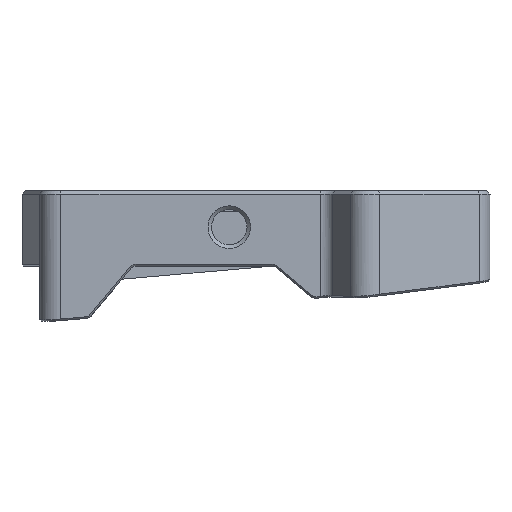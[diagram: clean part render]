
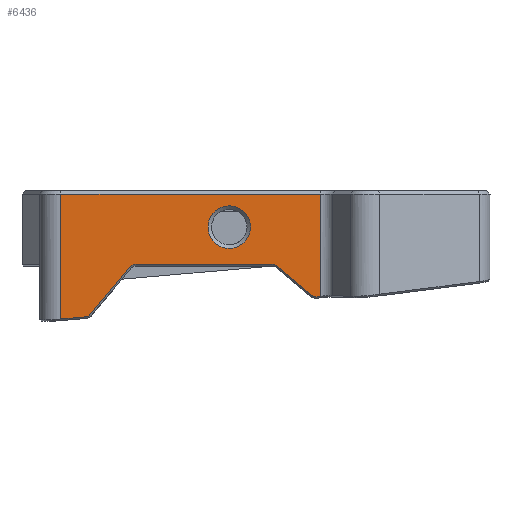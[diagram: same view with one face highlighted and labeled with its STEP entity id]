
A CAD part, left-side view. The second image highlights one B-rep face of the part: STEP entity #6436.
In plain terms, the highlighted planar face has unit normal (-1, 0, 0).
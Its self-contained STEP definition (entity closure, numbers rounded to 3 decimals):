
#82=FACE_BOUND('',#1181,.T.);
#105=B_SPLINE_CURVE_WITH_KNOTS('',3,(#10290,#10291,#10292,#10293),
 .UNSPECIFIED.,.F.,.F.,(4,4),(-1.571,-0.801),
 .UNSPECIFIED.);
#106=B_SPLINE_CURVE_WITH_KNOTS('',3,(#10310,#10311,#10312,#10313),
 .UNSPECIFIED.,.F.,.F.,(4,4),(-0.801,-0.783),
 .UNSPECIFIED.);
#108=B_SPLINE_CURVE_WITH_KNOTS('',3,(#10367,#10368,#10369,#10370),
 .UNSPECIFIED.,.F.,.F.,(4,4),(0.544,0.549),
 .UNSPECIFIED.);
#110=B_SPLINE_CURVE_WITH_KNOTS('',3,(#10395,#10396,#10397,#10398),
 .UNSPECIFIED.,.F.,.F.,(4,4),(0.801,1.571),
 .UNSPECIFIED.);
#112=B_SPLINE_CURVE_WITH_KNOTS('',3,(#10421,#10422,#10423,#10424),
 .UNSPECIFIED.,.F.,.F.,(4,4),(-4.317,-4.312),
 .UNSPECIFIED.);
#114=B_SPLINE_CURVE_WITH_KNOTS('',3,(#10454,#10455,#10456,#10457),
 .UNSPECIFIED.,.F.,.F.,(4,4),(0.783,0.801),
 .UNSPECIFIED.);
#118=B_SPLINE_CURVE_WITH_KNOTS('',3,(#10514,#10515,#10516,#10517),
 .UNSPECIFIED.,.F.,.F.,(4,4),(0.887,0.898),
 .UNSPECIFIED.);
#449=CIRCLE('',#6926,2.5);
#451=CIRCLE('',#6930,2.5);
#459=CIRCLE('',#6980,6.);
#799=FACE_OUTER_BOUND('',#1180,.T.);
#1180=EDGE_LOOP('',(#5373,#5374,#5375,#5376,#5377,#5378,#5379,#5380,#5381,
#5382,#5383,#5384,#5385,#5386,#5387,#5388,#5389));
#1181=EDGE_LOOP('',(#5390));
#1686=LINE('',#10239,#2305);
#1692=LINE('',#10326,#2311);
#1695=LINE('',#10337,#2314);
#1699=LINE('',#10349,#2318);
#1706=LINE('',#10437,#2325);
#1795=LINE('',#11371,#2414);
#1796=LINE('',#11373,#2415);
#1797=LINE('',#11374,#2416);
#2305=VECTOR('',#8186,10.);
#2311=VECTOR('',#8194,10.);
#2314=VECTOR('',#8205,10.);
#2318=VECTOR('',#8217,10.);
#2325=VECTOR('',#8226,10.);
#2414=VECTOR('',#8409,10.);
#2415=VECTOR('',#8410,10.);
#2416=VECTOR('',#8411,10.);
#2976=VERTEX_POINT('',#10232);
#2979=VERTEX_POINT('',#10237);
#2980=VERTEX_POINT('',#10280);
#2983=VERTEX_POINT('',#10288);
#2984=VERTEX_POINT('',#10319);
#2987=VERTEX_POINT('',#10324);
#2989=VERTEX_POINT('',#10330);
#2991=VERTEX_POINT('',#10335);
#2993=VERTEX_POINT('',#10342);
#2995=VERTEX_POINT('',#10347);
#2997=VERTEX_POINT('',#10392);
#2998=VERTEX_POINT('',#10394);
#3000=VERTEX_POINT('',#10430);
#3003=VERTEX_POINT('',#10435);
#3004=VERTEX_POINT('',#10482);
#3087=VERTEX_POINT('',#11370);
#3088=VERTEX_POINT('',#11372);
#3089=VERTEX_POINT('',#11375);
#3723=EDGE_CURVE('',#2979,#2976,#1686,.T.);
#3729=EDGE_CURVE('',#2983,#2980,#105,.T.);
#3730=EDGE_CURVE('',#2980,#2979,#106,.T.);
#3735=EDGE_CURVE('',#2987,#2984,#1692,.T.);
#3738=EDGE_CURVE('',#2989,#2987,#449,.T.);
#3740=EDGE_CURVE('',#2991,#2989,#1695,.T.);
#3744=EDGE_CURVE('',#2993,#2991,#451,.T.);
#3746=EDGE_CURVE('',#2995,#2993,#1699,.T.);
#3748=EDGE_CURVE('',#2984,#2983,#108,.T.);
#3751=EDGE_CURVE('',#2997,#2998,#110,.T.);
#3754=EDGE_CURVE('',#2998,#2995,#112,.T.);
#3759=EDGE_CURVE('',#3003,#3000,#1706,.T.);
#3760=EDGE_CURVE('',#3000,#2997,#114,.T.);
#3766=EDGE_CURVE('',#3004,#3003,#118,.T.);
#3912=EDGE_CURVE('',#3087,#3004,#1795,.T.);
#3913=EDGE_CURVE('',#3088,#3087,#1796,.T.);
#3914=EDGE_CURVE('',#2976,#3088,#1797,.T.);
#3915=EDGE_CURVE('',#3089,#3089,#459,.T.);
#5373=ORIENTED_EDGE('',*,*,#3766,.F.);
#5374=ORIENTED_EDGE('',*,*,#3912,.F.);
#5375=ORIENTED_EDGE('',*,*,#3913,.F.);
#5376=ORIENTED_EDGE('',*,*,#3914,.F.);
#5377=ORIENTED_EDGE('',*,*,#3723,.F.);
#5378=ORIENTED_EDGE('',*,*,#3730,.F.);
#5379=ORIENTED_EDGE('',*,*,#3729,.F.);
#5380=ORIENTED_EDGE('',*,*,#3748,.F.);
#5381=ORIENTED_EDGE('',*,*,#3735,.F.);
#5382=ORIENTED_EDGE('',*,*,#3738,.F.);
#5383=ORIENTED_EDGE('',*,*,#3740,.F.);
#5384=ORIENTED_EDGE('',*,*,#3744,.F.);
#5385=ORIENTED_EDGE('',*,*,#3746,.F.);
#5386=ORIENTED_EDGE('',*,*,#3754,.F.);
#5387=ORIENTED_EDGE('',*,*,#3751,.F.);
#5388=ORIENTED_EDGE('',*,*,#3760,.F.);
#5389=ORIENTED_EDGE('',*,*,#3759,.F.);
#5390=ORIENTED_EDGE('',*,*,#3915,.F.);
#6152=PLANE('',#6979);
#6436=ADVANCED_FACE('',(#799,#82),#6152,.T.);
#6926=AXIS2_PLACEMENT_3D('',#10332,#8200,#8201);
#6930=AXIS2_PLACEMENT_3D('',#10344,#8212,#8213);
#6979=AXIS2_PLACEMENT_3D('',#11369,#8407,#8408);
#6980=AXIS2_PLACEMENT_3D('',#11376,#8412,#8413);
#8186=DIRECTION('',(0.,0.996,-0.087));
#8194=DIRECTION('',(0.,0.643,-0.766));
#8200=DIRECTION('center_axis',(-1.,0.,0.));
#8201=DIRECTION('ref_axis',(0.,0.423,0.906));
#8205=DIRECTION('',(0.,1.,0.));
#8212=DIRECTION('center_axis',(-1.,0.,0.));
#8213=DIRECTION('ref_axis',(0.,-0.342,0.94));
#8217=DIRECTION('',(0.,0.766,0.643));
#8226=DIRECTION('',(0.,0.996,-0.087));
#8407=DIRECTION('center_axis',(-1.,0.,0.));
#8408=DIRECTION('ref_axis',(0.,-1.,0.));
#8409=DIRECTION('',(0.,0.,-1.));
#8410=DIRECTION('',(0.,-1.,0.));
#8411=DIRECTION('',(0.,0.,1.));
#8412=DIRECTION('center_axis',(-1.,0.,0.));
#8413=DIRECTION('ref_axis',(0.,-1.,0.));
#10232=CARTESIAN_POINT('',(6.76,-6.021,-26.93));
#10237=CARTESIAN_POINT('',(6.76,-13.116,-26.308));
#10239=CARTESIAN_POINT('',(6.76,-32.46,-24.611));
#10280=CARTESIAN_POINT('',(6.76,-13.143,-26.305));
#10288=CARTESIAN_POINT('',(6.76,-14.144,-25.772));
#10290=CARTESIAN_POINT('Ctrl Pts',(6.76,-14.144,-25.772));
#10291=CARTESIAN_POINT('Ctrl Pts',(6.76,-13.894,-26.069));
#10292=CARTESIAN_POINT('Ctrl Pts',(6.76,-13.527,-26.264));
#10293=CARTESIAN_POINT('Ctrl Pts',(6.76,-13.143,-26.305));
#10310=CARTESIAN_POINT('Ctrl Pts',(6.76,-13.143,-26.305));
#10311=CARTESIAN_POINT('Ctrl Pts',(6.76,-13.134,-26.306));
#10312=CARTESIAN_POINT('Ctrl Pts',(6.76,-13.125,-26.307));
#10313=CARTESIAN_POINT('Ctrl Pts',(6.76,-13.116,-26.308));
#10319=CARTESIAN_POINT('',(6.76,-14.175,-25.734));
#10324=CARTESIAN_POINT('',(6.76,-25.365,-12.393));
#10326=CARTESIAN_POINT('',(6.76,-17.673,-21.564));
#10330=CARTESIAN_POINT('',(6.76,-27.28,-11.5));
#10332=CARTESIAN_POINT('Origin',(6.76,-27.28,-14.));
#10335=CARTESIAN_POINT('',(6.76,-65.498,-11.5));
#10337=CARTESIAN_POINT('',(6.76,-13.184,-11.5));
#10342=CARTESIAN_POINT('',(6.76,-67.104,-12.085));
#10344=CARTESIAN_POINT('Origin',(6.76,-65.498,-14.));
#10347=CARTESIAN_POINT('',(6.76,-76.827,-20.239));
#10349=CARTESIAN_POINT('',(6.76,-43.791,7.469));
#10367=CARTESIAN_POINT('Ctrl Pts',(6.76,-14.175,-25.734));
#10368=CARTESIAN_POINT('Ctrl Pts',(6.76,-14.165,-25.746));
#10369=CARTESIAN_POINT('Ctrl Pts',(6.76,-14.154,-25.759));
#10370=CARTESIAN_POINT('Ctrl Pts',(6.76,-14.144,-25.772));
#10392=CARTESIAN_POINT('',(6.76,-77.943,-20.622));
#10394=CARTESIAN_POINT('',(6.76,-76.864,-20.271));
#10395=CARTESIAN_POINT('Ctrl Pts',(6.76,-77.943,-20.622));
#10396=CARTESIAN_POINT('Ctrl Pts',(6.76,-77.558,-20.649));
#10397=CARTESIAN_POINT('Ctrl Pts',(6.76,-77.162,-20.52));
#10398=CARTESIAN_POINT('Ctrl Pts',(6.76,-76.864,-20.271));
#10421=CARTESIAN_POINT('Ctrl Pts',(6.76,-76.864,-20.271));
#10422=CARTESIAN_POINT('Ctrl Pts',(6.76,-76.852,-20.26));
#10423=CARTESIAN_POINT('Ctrl Pts',(6.76,-76.839,-20.25));
#10424=CARTESIAN_POINT('Ctrl Pts',(6.76,-76.827,-20.239));
#10430=CARTESIAN_POINT('',(6.76,-77.969,-20.62));
#10435=CARTESIAN_POINT('',(6.76,-79.132,-20.518));
#10437=CARTESIAN_POINT('',(6.76,-32.46,-24.611));
#10454=CARTESIAN_POINT('Ctrl Pts',(6.76,-77.969,-20.62));
#10455=CARTESIAN_POINT('Ctrl Pts',(6.76,-77.961,-20.621));
#10456=CARTESIAN_POINT('Ctrl Pts',(6.76,-77.952,-20.621));
#10457=CARTESIAN_POINT('Ctrl Pts',(6.76,-77.943,-20.622));
#10482=CARTESIAN_POINT('',(6.76,-79.175,-20.514));
#10514=CARTESIAN_POINT('Ctrl Pts',(6.76,-79.175,-20.514));
#10515=CARTESIAN_POINT('Ctrl Pts',(6.76,-79.161,-20.515));
#10516=CARTESIAN_POINT('Ctrl Pts',(6.76,-79.146,-20.517));
#10517=CARTESIAN_POINT('Ctrl Pts',(6.76,-79.132,-20.518));
#11369=CARTESIAN_POINT('Origin',(6.76,-0.021,1.5));
#11370=CARTESIAN_POINT('',(6.76,-79.175,8.3));
#11371=CARTESIAN_POINT('',(6.76,-79.175,1.5));
#11372=CARTESIAN_POINT('',(6.76,-6.021,8.3));
#11373=CARTESIAN_POINT('',(6.76,-31.016,8.3));
#11374=CARTESIAN_POINT('',(6.76,-6.021,1.5));
#11375=CARTESIAN_POINT('',(6.76,-47.51,-1.003));
#11376=CARTESIAN_POINT('Origin',(6.76,-53.51,-1.003));
